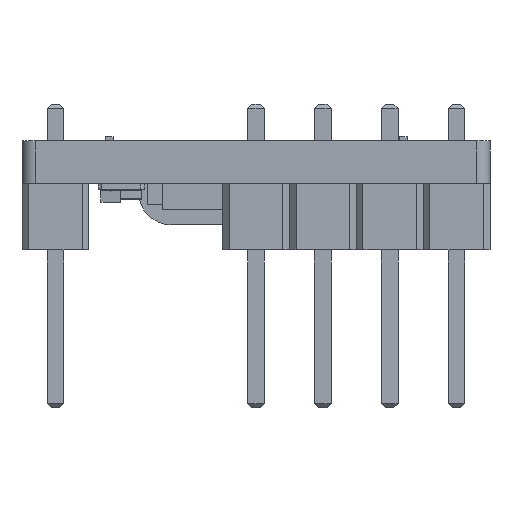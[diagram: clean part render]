
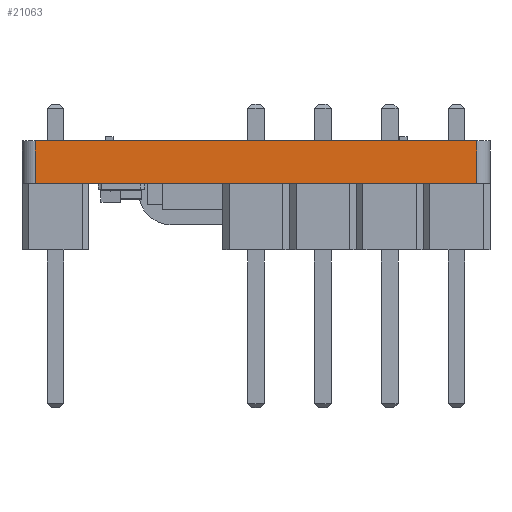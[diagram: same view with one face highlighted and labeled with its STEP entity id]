
A CAD part, front view. The second image highlights one B-rep face of the part: STEP entity #21063.
In plain terms, the highlighted planar face has unit normal (0, -1, 0).
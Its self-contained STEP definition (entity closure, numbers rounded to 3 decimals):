
#19711=CARTESIAN_POINT('',(-8.39,-16.5,1.6));
#19712=VERTEX_POINT('',#19711);
#19720=CARTESIAN_POINT('',(8.39,-16.5,1.6));
#19721=VERTEX_POINT('',#19720);
#19722=CARTESIAN_POINT('',(8.39,-16.5,1.6));
#19723=DIRECTION('',(-1.,0.,-0.));
#19724=VECTOR('',#19723,16.78);
#19725=LINE('',#19722,#19724);
#19726=EDGE_CURVE('',#19721,#19712,#19725,.T.);
#20047=CARTESIAN_POINT('',(8.39,-16.5,0.));
#20048=VERTEX_POINT('',#20047);
#20056=CARTESIAN_POINT('',(-8.39,-16.5,-0.));
#20057=VERTEX_POINT('',#20056);
#20058=CARTESIAN_POINT('',(8.39,-16.5,0.));
#20059=DIRECTION('',(-1.,-0.,-0.));
#20060=VECTOR('',#20059,16.78);
#20061=LINE('',#20058,#20060);
#20062=EDGE_CURVE('',#20048,#20057,#20061,.T.);
#21042=CARTESIAN_POINT('',(-0.,-16.5,1.6));
#21043=DIRECTION('',(0.,-1.,0.));
#21044=DIRECTION('',(-0.,0.,1.));
#21045=AXIS2_PLACEMENT_3D('',#21042,#21043,#21044);
#21046=PLANE('',#21045);
#21047=ORIENTED_EDGE('',*,*,#19726,.T.);
#21048=CARTESIAN_POINT('',(-8.39,-16.5,1.6));
#21049=DIRECTION('',(0.,-0.,-1.));
#21050=VECTOR('',#21049,1.6);
#21051=LINE('',#21048,#21050);
#21052=EDGE_CURVE('',#19712,#20057,#21051,.T.);
#21053=ORIENTED_EDGE('',*,*,#21052,.T.);
#21054=ORIENTED_EDGE('',*,*,#20062,.F.);
#21055=CARTESIAN_POINT('',(8.39,-16.5,0.));
#21056=DIRECTION('',(-0.,0.,1.));
#21057=VECTOR('',#21056,1.6);
#21058=LINE('',#21055,#21057);
#21059=EDGE_CURVE('',#20048,#19721,#21058,.T.);
#21060=ORIENTED_EDGE('',*,*,#21059,.T.);
#21061=EDGE_LOOP('',(#21047,#21053,#21054,#21060));
#21062=FACE_BOUND('',#21061,.T.);
#21063=ADVANCED_FACE('',(#21062),#21046,.T.);
